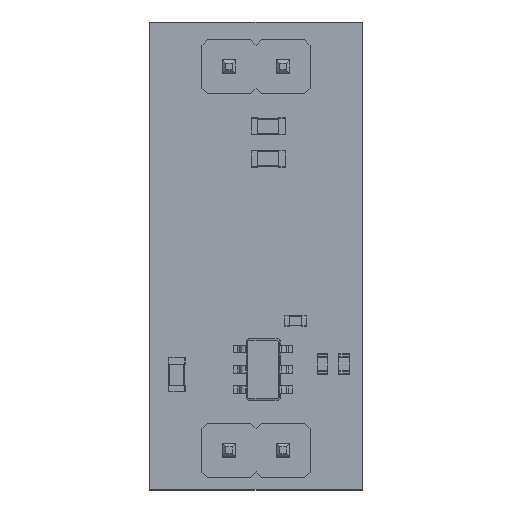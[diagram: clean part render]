
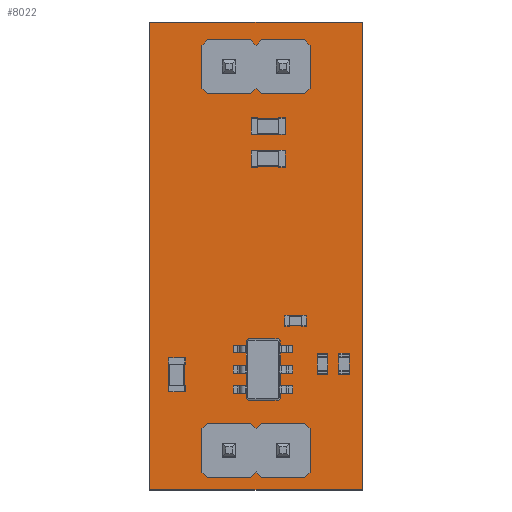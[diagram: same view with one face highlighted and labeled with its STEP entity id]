
A CAD part, top view. The second image highlights one B-rep face of the part: STEP entity #8022.
In plain terms, the highlighted planar face has unit normal (0, 0, 1).
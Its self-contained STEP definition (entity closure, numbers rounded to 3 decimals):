
#7866 = VERTEX_POINT('',#7867);
#7867 = CARTESIAN_POINT('',(143.096,-88.724,1.6));
#7873 = EDGE_CURVE('',#7866,#7874,#7876,.T.);
#7874 = VERTEX_POINT('',#7875);
#7875 = CARTESIAN_POINT('',(133.096,-88.724,1.6));
#7876 = LINE('',#7877,#7878);
#7877 = CARTESIAN_POINT('',(143.096,-88.724,1.6));
#7878 = VECTOR('',#7879,1.);
#7879 = DIRECTION('',(-1.,0.,0.));
#7906 = VERTEX_POINT('',#7907);
#7907 = CARTESIAN_POINT('',(143.096,-66.724,1.6));
#7913 = EDGE_CURVE('',#7906,#7866,#7914,.T.);
#7914 = LINE('',#7915,#7916);
#7915 = CARTESIAN_POINT('',(143.096,-66.724,1.6));
#7916 = VECTOR('',#7917,1.);
#7917 = DIRECTION('',(0.,-1.,0.));
#7935 = EDGE_CURVE('',#7874,#7936,#7938,.T.);
#7936 = VERTEX_POINT('',#7937);
#7937 = CARTESIAN_POINT('',(133.096,-66.724,1.6));
#7938 = LINE('',#7939,#7940);
#7939 = CARTESIAN_POINT('',(133.096,-88.724,1.6));
#7940 = VECTOR('',#7941,1.);
#7941 = DIRECTION('',(0.,1.,0.));
#8022 = ADVANCED_FACE('',(#8023,#8034,#8045,#8056,#8067),#8078,.T.);
#8023 = FACE_BOUND('',#8024,.T.);
#8024 = EDGE_LOOP('',(#8025,#8026,#8027,#8033));
#8025 = ORIENTED_EDGE('',*,*,#7873,.F.);
#8026 = ORIENTED_EDGE('',*,*,#7913,.F.);
#8027 = ORIENTED_EDGE('',*,*,#8028,.F.);
#8028 = EDGE_CURVE('',#7936,#7906,#8029,.T.);
#8029 = LINE('',#8030,#8031);
#8030 = CARTESIAN_POINT('',(133.096,-66.724,1.6));
#8031 = VECTOR('',#8032,1.);
#8032 = DIRECTION('',(1.,0.,0.));
#8033 = ORIENTED_EDGE('',*,*,#7935,.F.);
#8034 = FACE_BOUND('',#8035,.T.);
#8035 = EDGE_LOOP('',(#8036));
#8036 = ORIENTED_EDGE('',*,*,#8037,.T.);
#8037 = EDGE_CURVE('',#8038,#8038,#8040,.T.);
#8038 = VERTEX_POINT('',#8039);
#8039 = CARTESIAN_POINT('',(136.826,-87.368,1.6));
#8040 = CIRCLE('',#8041,0.5);
#8041 = AXIS2_PLACEMENT_3D('',#8042,#8043,#8044);
#8042 = CARTESIAN_POINT('',(136.826,-86.868,1.6));
#8043 = DIRECTION('',(-0.,0.,-1.));
#8044 = DIRECTION('',(-0.,-1.,0.));
#8045 = FACE_BOUND('',#8046,.T.);
#8046 = EDGE_LOOP('',(#8047));
#8047 = ORIENTED_EDGE('',*,*,#8048,.T.);
#8048 = EDGE_CURVE('',#8049,#8049,#8051,.T.);
#8049 = VERTEX_POINT('',#8050);
#8050 = CARTESIAN_POINT('',(139.366,-87.368,1.6));
#8051 = CIRCLE('',#8052,0.5);
#8052 = AXIS2_PLACEMENT_3D('',#8053,#8054,#8055);
#8053 = CARTESIAN_POINT('',(139.366,-86.868,1.6));
#8054 = DIRECTION('',(-0.,0.,-1.));
#8055 = DIRECTION('',(-0.,-1.,0.));
#8056 = FACE_BOUND('',#8057,.T.);
#8057 = EDGE_LOOP('',(#8058));
#8058 = ORIENTED_EDGE('',*,*,#8059,.T.);
#8059 = EDGE_CURVE('',#8060,#8060,#8062,.T.);
#8060 = VERTEX_POINT('',#8061);
#8061 = CARTESIAN_POINT('',(136.826,-69.334,1.6));
#8062 = CIRCLE('',#8063,0.5);
#8063 = AXIS2_PLACEMENT_3D('',#8064,#8065,#8066);
#8064 = CARTESIAN_POINT('',(136.826,-68.834,1.6));
#8065 = DIRECTION('',(-0.,0.,-1.));
#8066 = DIRECTION('',(-0.,-1.,0.));
#8067 = FACE_BOUND('',#8068,.T.);
#8068 = EDGE_LOOP('',(#8069));
#8069 = ORIENTED_EDGE('',*,*,#8070,.T.);
#8070 = EDGE_CURVE('',#8071,#8071,#8073,.T.);
#8071 = VERTEX_POINT('',#8072);
#8072 = CARTESIAN_POINT('',(139.366,-69.334,1.6));
#8073 = CIRCLE('',#8074,0.5);
#8074 = AXIS2_PLACEMENT_3D('',#8075,#8076,#8077);
#8075 = CARTESIAN_POINT('',(139.366,-68.834,1.6));
#8076 = DIRECTION('',(-0.,0.,-1.));
#8077 = DIRECTION('',(-0.,-1.,0.));
#8078 = PLANE('',#8079);
#8079 = AXIS2_PLACEMENT_3D('',#8080,#8081,#8082);
#8080 = CARTESIAN_POINT('',(0.,0.,1.6));
#8081 = DIRECTION('',(0.,0.,1.));
#8082 = DIRECTION('',(1.,0.,-0.));
